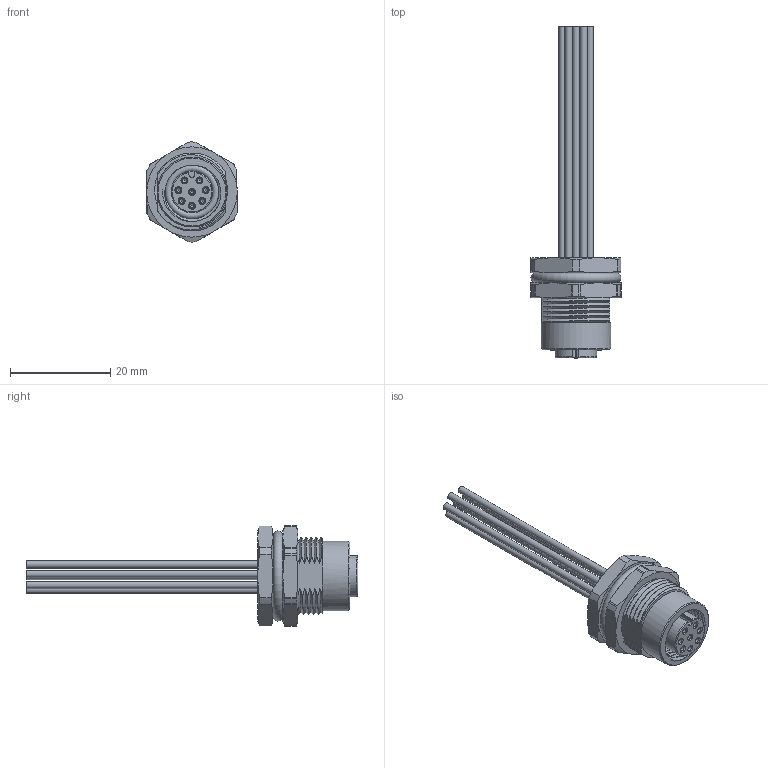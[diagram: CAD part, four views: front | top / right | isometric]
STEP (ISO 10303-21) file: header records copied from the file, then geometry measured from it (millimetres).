
FILE_DESCRIPTION(/* description */ ('Unknown'),/* implementation_level */ '2;1');
FILE_NAME(/* name */ '643462100408',/* time_stamp */ '2024-12-09T10:51:03+01:00',/* author */ ('Unknown'),/* organization */ ('Unknown'),/* preprocessor_version */ 'ST-DEVELOPER v19.4',/* originating_system */ 'Solid Edge',/* authorisation */ 'Unknown');
FILE_SCHEMA (('AUTOMOTIVE_DESIGN {1 0 10303 214 3 1 1}'));
Products named in the file (17): 6434621004xx_With Cable; 6434621004xx; 6434621004xx_housing; 643462100408; 6434621004xx_Seal_outer; 6434621004xx_Nut; 6434621004xx_Seal_inner; 643462100408_Pin; 6434621004xx_Glue; Wire 24AWG White; Wire 24AWG Brown; Wire 24AWG Green; Wire 24AWG Yellow; Wire 24AWG Red; Wire 24AWG Grey; Wire 24AWG Pink; Wire 24AWG Blue
Assembly tree (23 placements, depth 3):
  6434621004xx_With Cable
    6434621004xx
      6434621004xx_housing
      643462100408
      6434621004xx_Seal_outer
      6434621004xx_Nut
      6434621004xx_Seal_inner
      643462100408_Pin  x8
      6434621004xx_Glue
    Wire 24AWG White
    Wire 24AWG Brown
    Wire 24AWG Green
    Wire 24AWG Yellow
    Wire 24AWG Red
    Wire 24AWG Grey
    Wire 24AWG Pink
    Wire 24AWG Blue
Bounding box: 18.07 x 66.37 x 20 mm (x, y, z)
Volume: 4074.3 mm3; surface area: 7718.2 mm2
Topology: 22 solids, 22 shells, 571 faces, 1420 edges, 937 vertices
Faces by surface type: plane 252, cylinder 184, cone 71, bspline 42, torus 22
Full cylindrical faces by diameter (mm): 0.61 x8, 0.8 x8, 0.85 x8, 1 x8, 1.4 x32, 1.42 x8, 1.45 x8, 1.5 x16, 1.6 x16, 8.3 x1, 8.74 x2, 9.14 x1, 9.25 x1, 10.58 x1, 10.72 x8, 11 x2, 11.1 x1, 13.96 x1
Entity records: 48134 total; most frequent: CARTESIAN_POINT 40224, ORIENTED_EDGE 1454, DIRECTION 1405, EDGE_CURVE 727, AXIS2_PLACEMENT_3D 579, VERTEX_POINT 527, FACE_BOUND 482, EDGE_LOOP 478
